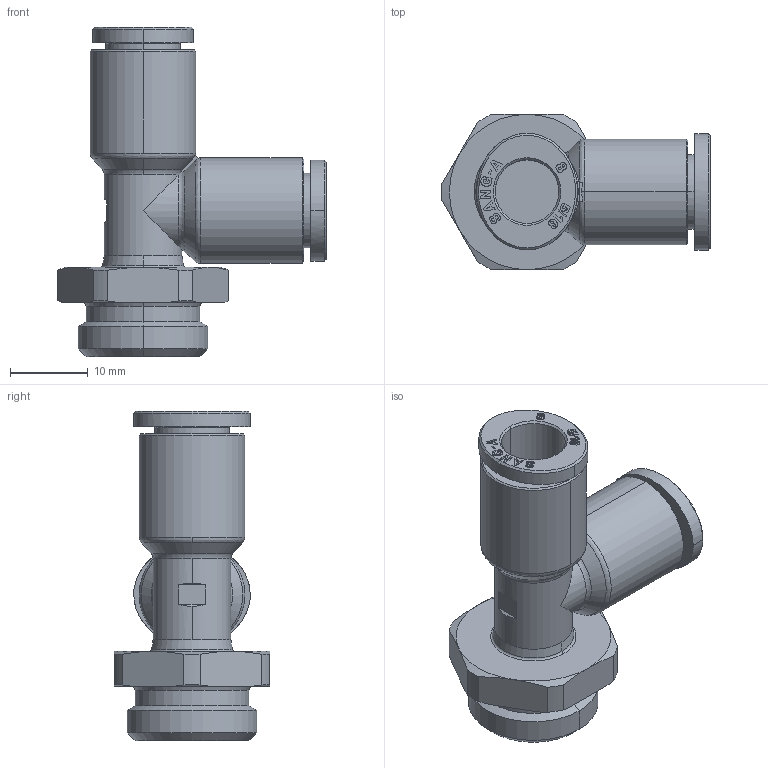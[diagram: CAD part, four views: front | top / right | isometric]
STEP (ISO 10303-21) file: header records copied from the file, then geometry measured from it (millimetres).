
FILE_DESCRIPTION (( 'STEP AP214' ), '1' );
FILE_NAME ('PST08-G03.stp', '2015-10-14T08:16:03', ( '' ), ( '' ), 'SwSTEP 2.0', 'SolidWorks 2015', '' );
FILE_SCHEMA (( 'AUTOMOTIVE_DESIGN' ));
Length unit declared in the file: millimetre
Products named in the file (2): PST08-G03; ｦ+ﾃｦ1
Assembly tree (1 placements, depth 2):
  PST08-G03
    ｦ+ﾃｦ1
Bounding box: 34.59 x 20 x 42.4 mm (x, y, z)
Volume: 6562.7 mm3; surface area: 4971.8 mm2
Topology: 1 solids, 1 shells, 847 faces, 2379 edges, 1574 vertices
Faces by surface type: plane 690, bspline 64, cylinder 44, cone 42, torus 7
Entity records: 29587 total; most frequent: CARTESIAN_POINT 7354, ORIENTED_EDGE 4754, DIRECTION 3905, EDGE_CURVE 2377, VECTOR 2023, LINE 2023, VERTEX_POINT 1574, AXIS2_PLACEMENT_3D 941
